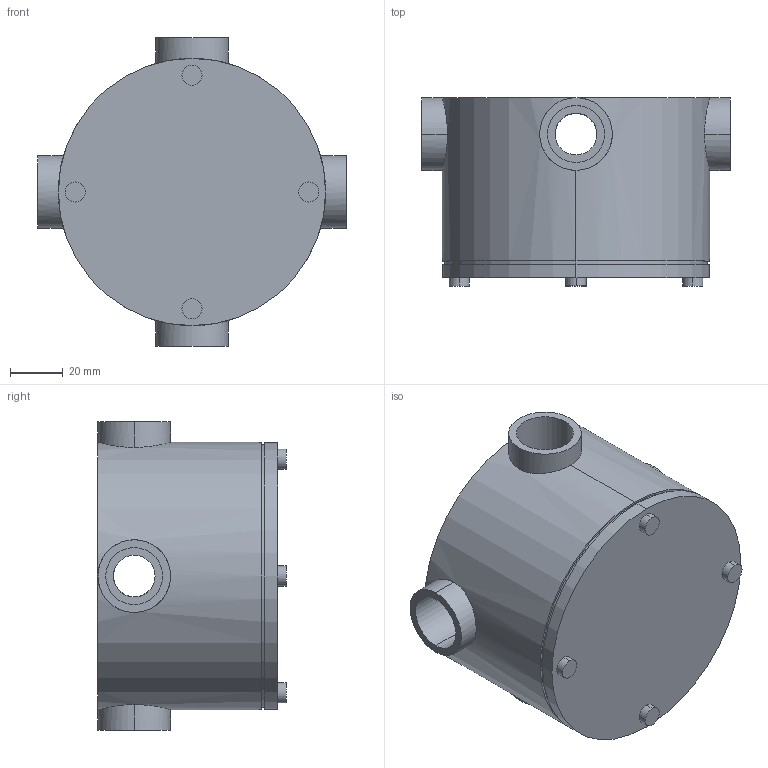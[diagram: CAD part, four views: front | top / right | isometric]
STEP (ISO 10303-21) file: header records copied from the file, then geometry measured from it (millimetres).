
FILE_DESCRIPTION (( 'STEP AP203' ), '1' );
FILE_NAME ('122.STEP', '2019-05-22T12:13:48', ( '' ), ( '' ), 'SwSTEP 2.0', 'SolidWorks 2014', '' );
FILE_SCHEMA (( 'CONFIG_CONTROL_DESIGN' ));
Length unit declared in the file: millimetre
Products named in the file (1): 122
Bounding box: 117.47 x 71.55 x 117.47 mm (x, y, z)
Volume: 205594.3 mm3; surface area: 75241.1 mm2
Topology: 1 solids, 1 shells, 78 faces, 198 edges, 130 vertices
Faces by surface type: cylinder 52, plane 26
Entity records: 3148 total; most frequent: CARTESIAN_POINT 1137, DIRECTION 421, ORIENTED_EDGE 396, EDGE_CURVE 198, AXIS2_PLACEMENT_3D 174, VERTEX_POINT 130, CIRCLE 95, EDGE_LOOP 92
